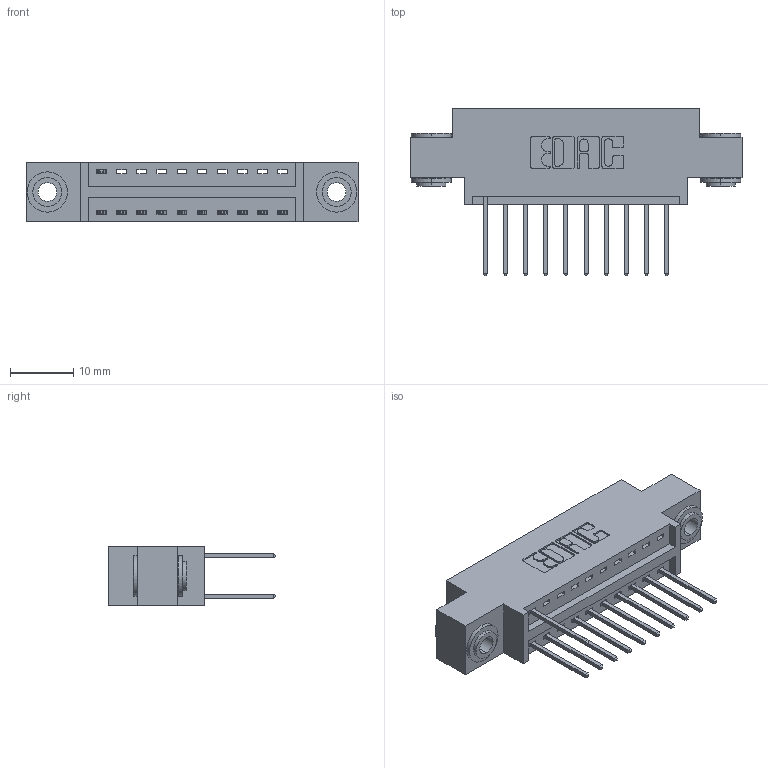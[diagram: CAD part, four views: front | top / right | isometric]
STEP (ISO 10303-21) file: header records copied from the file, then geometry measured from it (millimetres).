
FILE_DESCRIPTION (( 'STEP AP203' ), '1' );
FILE_NAME ('346-020-522-803.STEP', '2018-08-20T21:19:48', ( '' ), ( '' ), 'SwSTEP 2.0', 'SolidWorks 2016', '' );
FILE_SCHEMA (( 'CONFIG_CONTROL_DESIGN' ));
Length unit declared in the file: inch
Products named in the file (4): 345-250-002_345-250-002-102; 346-020-522-803; 346 Part_0.170 Offset - 0.156 Dia-TH; 345-292-001_345-293-122
Assembly tree (14 placements, depth 2):
  346-020-522-803
    346 Part_0.170 Offset - 0.156 Dia-TH
    345-292-001_345-293-122  x11
    345-250-002_345-250-002-102  x2
Bounding box: 52.32 x 26.42 x 9.4 mm (x, y, z)
Volume: 4665.7 mm3; surface area: 5967.7 mm2
Topology: 14 solids, 14 shells, 790 faces, 2311 edges, 1522 vertices
Faces by surface type: plane 520, cylinder 262, cone 8
Entity records: 11346 total; most frequent: CARTESIAN_POINT 1930, ORIENTED_EDGE 1866, DIRECTION 1773, EDGE_CURVE 933, LINE 737, VECTOR 737, VERTEX_POINT 618, AXIS2_PLACEMENT_3D 518
